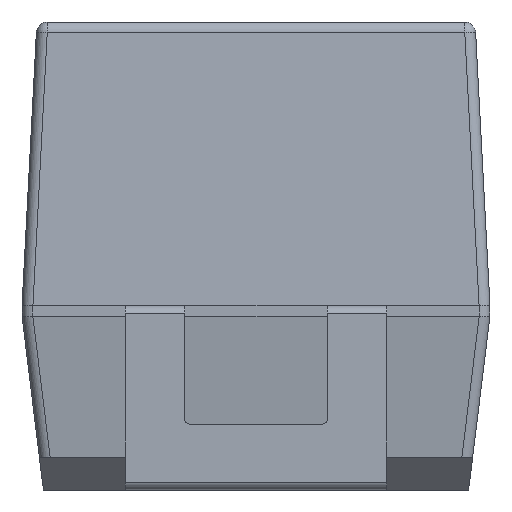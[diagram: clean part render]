
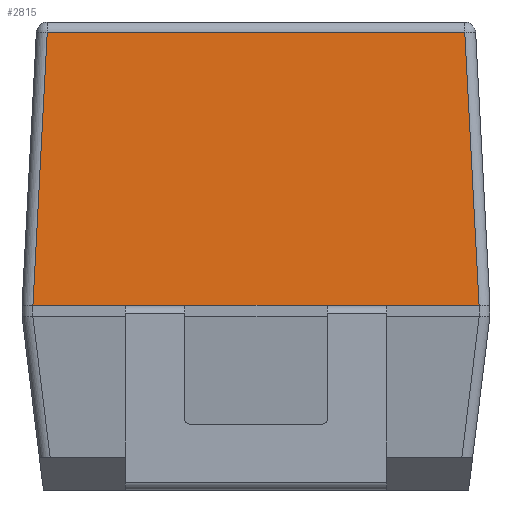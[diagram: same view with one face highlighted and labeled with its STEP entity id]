
A CAD part, left-side view. The second image highlights one B-rep face of the part: STEP entity #2815.
In plain terms, the highlighted planar face has unit normal (-0.999, 0, 0.052).
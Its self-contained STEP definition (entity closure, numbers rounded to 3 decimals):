
#157=FACE_OUTER_BOUND('',#324,.T.);
#324=EDGE_LOOP('',(#1918,#1919,#1920,#1921,#1922,#1923));
#501=LINE('',#4063,#844);
#519=LINE('',#4113,#862);
#522=LINE('',#4129,#865);
#524=LINE('',#4135,#867);
#525=LINE('',#4136,#868);
#526=LINE('',#4137,#869);
#844=VECTOR('',#3235,4.1);
#862=VECTOR('',#3285,3.837);
#865=VECTOR('',#3308,2.516);
#867=VECTOR('',#3314,2.516);
#868=VECTOR('',#3315,0.);
#869=VECTOR('',#3316,0.);
#1189=VERTEX_POINT('',#4060);
#1190=VERTEX_POINT('',#4062);
#1204=VERTEX_POINT('',#4107);
#1206=VERTEX_POINT('',#4111);
#1209=VERTEX_POINT('',#4128);
#1211=VERTEX_POINT('',#4134);
#1455=EDGE_CURVE('',#1190,#1189,#501,.T.);
#1480=EDGE_CURVE('',#1206,#1204,#519,.T.);
#1488=EDGE_CURVE('',#1204,#1209,#522,.T.);
#1491=EDGE_CURVE('',#1211,#1206,#524,.T.);
#1492=EDGE_CURVE('',#1211,#1190,#525,.T.);
#1493=EDGE_CURVE('',#1189,#1209,#526,.T.);
#1918=ORIENTED_EDGE('',*,*,#1480,.F.);
#1919=ORIENTED_EDGE('',*,*,#1491,.F.);
#1920=ORIENTED_EDGE('',*,*,#1492,.T.);
#1921=ORIENTED_EDGE('',*,*,#1455,.T.);
#1922=ORIENTED_EDGE('',*,*,#1493,.T.);
#1923=ORIENTED_EDGE('',*,*,#1488,.F.);
#2675=PLANE('',#3011);
#2815=ADVANCED_FACE('',(#157),#2675,.T.);
#3011=AXIS2_PLACEMENT_3D('',#4133,#3312,#3313);
#3235=DIRECTION('',(0.,-1.,0.));
#3285=DIRECTION('',(0.,-1.,0.));
#3308=DIRECTION('',(-0.052,-0.052,-0.997));
#3312=DIRECTION('center_axis',(-0.999,0.,
0.052));
#3313=DIRECTION('ref_axis',(0.052,0.,0.999));
#3314=DIRECTION('',(0.052,-0.052,0.997));
#3315=DIRECTION('',(0.,-1.,0.));
#3316=DIRECTION('',(0.,-1.,0.));
#4060=CARTESIAN_POINT('',(-3.5,-2.05,1.696));
#4062=CARTESIAN_POINT('',(-3.5,2.05,1.696));
#4063=CARTESIAN_POINT('',(-3.5,1.075,1.696));
#4107=CARTESIAN_POINT('',(-3.368,-1.919,4.205));
#4111=CARTESIAN_POINT('',(-3.368,1.919,4.205));
#4113=CARTESIAN_POINT('',(-3.368,0.537,4.205));
#4128=CARTESIAN_POINT('',(-3.5,-2.05,1.696));
#4129=CARTESIAN_POINT('',(-3.425,-1.976,3.119));
#4133=CARTESIAN_POINT('Origin',(-3.432,1.075,2.998));
#4134=CARTESIAN_POINT('',(-3.5,2.05,1.696));
#4135=CARTESIAN_POINT('',(-3.424,1.974,3.154));
#4136=CARTESIAN_POINT('',(-3.5,1.075,1.696));
#4137=CARTESIAN_POINT('',(-3.5,1.075,1.696));
